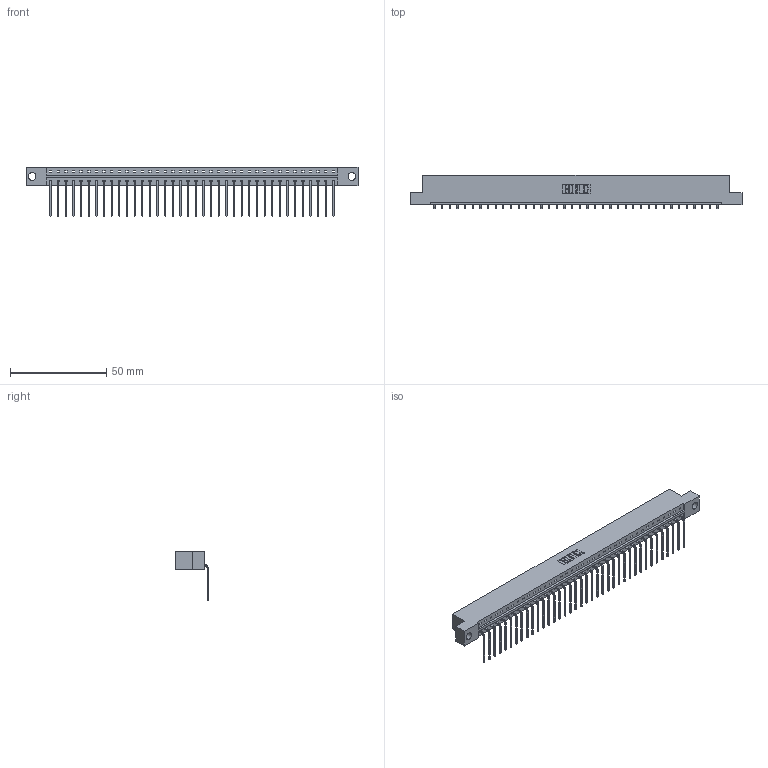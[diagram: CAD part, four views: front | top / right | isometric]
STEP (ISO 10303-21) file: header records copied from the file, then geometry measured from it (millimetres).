
FILE_DESCRIPTION (( 'STEP AP203' ), '1' );
FILE_NAME ('833-038-559-104.STEP', '2020-06-03T13:50:46', ( '' ), ( '' ), 'SwSTEP 2.0', 'SolidWorks 2020', '' );
FILE_SCHEMA (( 'CONFIG_CONTROL_DESIGN' ));
Length unit declared in the file: inch
Products named in the file (3): 833 Part_Flush - .156 Dia - TH; 345-292-001_558 559 Tail - 1; 833-038-559-104
Assembly tree (39 placements, depth 2):
  833-038-559-104
    833 Part_Flush - .156 Dia - TH
    345-292-001_558 559 Tail - 1  x38
Bounding box: 172.11 x 17.09 x 25.53 mm (x, y, z)
Volume: 17323.5 mm3; surface area: 19289.3 mm2
Topology: 39 solids, 39 shells, 2394 faces, 7227 edges, 4766 vertices
Faces by surface type: plane 1742, cylinder 652
Entity records: 23835 total; most frequent: CARTESIAN_POINT 4120, ORIENTED_EDGE 4094, DIRECTION 3483, EDGE_CURVE 2047, VECTOR 1919, LINE 1919, VERTEX_POINT 1362, AXIS2_PLACEMENT_3D 782
